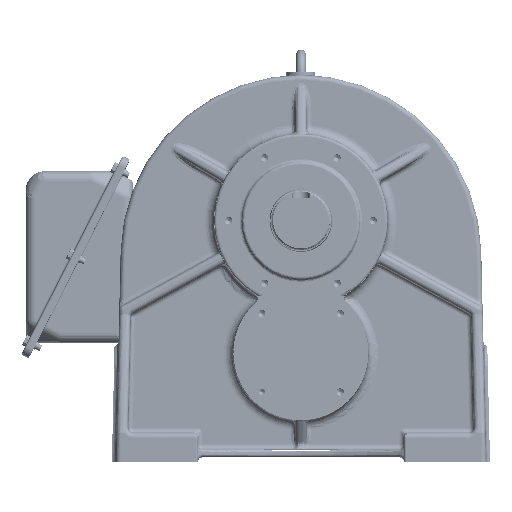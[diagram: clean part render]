
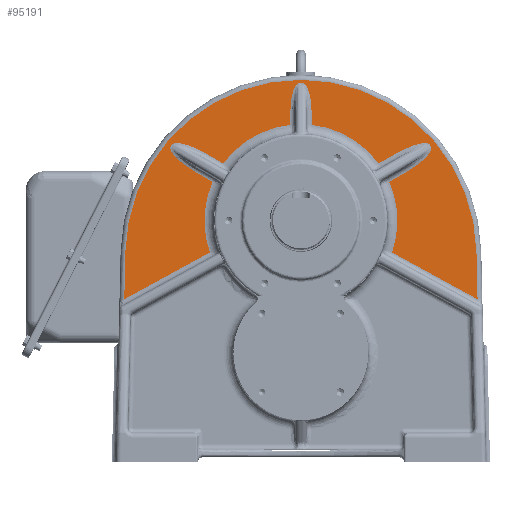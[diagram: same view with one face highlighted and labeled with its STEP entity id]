
A CAD part, top view. The second image highlights one B-rep face of the part: STEP entity #95191.
In plain terms, the highlighted planar face has unit normal (0, 0, 1).
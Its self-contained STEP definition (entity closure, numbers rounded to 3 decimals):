
#1693=ELLIPSE('',#101237,35.38,10.);
#1694=ELLIPSE('',#101239,29.138,10.);
#1695=ELLIPSE('',#101240,29.138,10.);
#1696=ELLIPSE('',#101242,35.38,10.);
#1697=ELLIPSE('',#101243,35.38,10.);
#1698=ELLIPSE('',#101247,35.38,10.);
#7175=CIRCLE('',#101238,100.);
#7176=CIRCLE('',#101241,100.);
#7177=CIRCLE('',#101244,100.);
#7178=CIRCLE('',#101245,182.);
#7179=CIRCLE('',#101246,100.);
#12541=ORIENTED_EDGE('',*,*,#42235,.T.);
#12542=ORIENTED_EDGE('',*,*,#42236,.T.);
#12543=ORIENTED_EDGE('',*,*,#42237,.T.);
#12544=ORIENTED_EDGE('',*,*,#42238,.T.);
#12545=ORIENTED_EDGE('',*,*,#42239,.T.);
#12546=ORIENTED_EDGE('',*,*,#42240,.T.);
#12547=ORIENTED_EDGE('',*,*,#42241,.T.);
#12548=ORIENTED_EDGE('',*,*,#42242,.T.);
#12549=ORIENTED_EDGE('',*,*,#42243,.T.);
#12550=ORIENTED_EDGE('',*,*,#42244,.T.);
#12551=ORIENTED_EDGE('',*,*,#42245,.T.);
#12552=ORIENTED_EDGE('',*,*,#42246,.T.);
#12553=ORIENTED_EDGE('',*,*,#42247,.T.);
#12554=ORIENTED_EDGE('',*,*,#42248,.T.);
#12555=ORIENTED_EDGE('',*,*,#42249,.T.);
#12556=ORIENTED_EDGE('',*,*,#42250,.T.);
#12557=ORIENTED_EDGE('',*,*,#42251,.T.);
#12558=ORIENTED_EDGE('',*,*,#42252,.T.);
#12559=ORIENTED_EDGE('',*,*,#42253,.T.);
#12560=ORIENTED_EDGE('',*,*,#42254,.T.);
#12561=ORIENTED_EDGE('',*,*,#42255,.T.);
#12562=ORIENTED_EDGE('',*,*,#42256,.T.);
#12563=ORIENTED_EDGE('',*,*,#42257,.T.);
#12564=ORIENTED_EDGE('',*,*,#42258,.T.);
#42235=EDGE_CURVE('',#57092,#57093,#66392,.F.);
#42236=EDGE_CURVE('',#57093,#57094,#1693,.T.);
#42237=EDGE_CURVE('',#57094,#57095,#66393,.F.);
#42238=EDGE_CURVE('',#57095,#57096,#7175,.T.);
#42239=EDGE_CURVE('',#57096,#57097,#66394,.F.);
#42240=EDGE_CURVE('',#57097,#57098,#1694,.T.);
#42241=EDGE_CURVE('',#57098,#57099,#66395,.F.);
#42242=EDGE_CURVE('',#57099,#57100,#1695,.T.);
#42243=EDGE_CURVE('',#57100,#57101,#66396,.T.);
#42244=EDGE_CURVE('',#57101,#57102,#7176,.T.);
#42245=EDGE_CURVE('',#57102,#57103,#66397,.F.);
#42246=EDGE_CURVE('',#57103,#57104,#1696,.T.);
#42247=EDGE_CURVE('',#57104,#57105,#66398,.F.);
#42248=EDGE_CURVE('',#57105,#57106,#1697,.T.);
#42249=EDGE_CURVE('',#57106,#57107,#66399,.T.);
#42250=EDGE_CURVE('',#57107,#57108,#7177,.T.);
#42251=EDGE_CURVE('',#57108,#57109,#66400,.F.);
#42252=EDGE_CURVE('',#57109,#57110,#66401,.F.);
#42253=EDGE_CURVE('',#57110,#57111,#7178,.F.);
#42254=EDGE_CURVE('',#57111,#57112,#66402,.F.);
#42255=EDGE_CURVE('',#57112,#57113,#66403,.T.);
#42256=EDGE_CURVE('',#57113,#57114,#7179,.T.);
#42257=EDGE_CURVE('',#57114,#57115,#66404,.T.);
#42258=EDGE_CURVE('',#57115,#57092,#1698,.T.);
#57092=VERTEX_POINT('',#140741);
#57093=VERTEX_POINT('',#140742);
#57094=VERTEX_POINT('',#140744);
#57095=VERTEX_POINT('',#140746);
#57096=VERTEX_POINT('',#140748);
#57097=VERTEX_POINT('',#140750);
#57098=VERTEX_POINT('',#140752);
#57099=VERTEX_POINT('',#140754);
#57100=VERTEX_POINT('',#140756);
#57101=VERTEX_POINT('',#140758);
#57102=VERTEX_POINT('',#140760);
#57103=VERTEX_POINT('',#140762);
#57104=VERTEX_POINT('',#140764);
#57105=VERTEX_POINT('',#140766);
#57106=VERTEX_POINT('',#140768);
#57107=VERTEX_POINT('',#140770);
#57108=VERTEX_POINT('',#140772);
#57109=VERTEX_POINT('',#140774);
#57110=VERTEX_POINT('',#140776);
#57111=VERTEX_POINT('',#140778);
#57112=VERTEX_POINT('',#140780);
#57113=VERTEX_POINT('',#140782);
#57114=VERTEX_POINT('',#140784);
#57115=VERTEX_POINT('',#140786);
#66392=LINE('',#140740,#73257);
#66393=LINE('',#140745,#73258);
#66394=LINE('',#140749,#73259);
#66395=LINE('',#140753,#73260);
#66396=LINE('',#140757,#73261);
#66397=LINE('',#140761,#73262);
#66398=LINE('',#140765,#73263);
#66399=LINE('',#140769,#73264);
#66400=LINE('',#140773,#73265);
#66401=LINE('',#140775,#73266);
#66402=LINE('',#140779,#73267);
#66403=LINE('',#140781,#73268);
#66404=LINE('',#140785,#73269);
#73257=VECTOR('',#112134,1000.);
#73258=VECTOR('',#112137,1000.);
#73259=VECTOR('',#112140,1000.);
#73260=VECTOR('',#112143,1000.);
#73261=VECTOR('',#112146,1000.);
#73262=VECTOR('',#112149,1000.);
#73263=VECTOR('',#112152,1000.);
#73264=VECTOR('',#112155,1000.);
#73265=VECTOR('',#112158,1000.);
#73266=VECTOR('',#112159,1000.);
#73267=VECTOR('',#112162,1000.);
#73268=VECTOR('',#112163,1000.);
#73269=VECTOR('',#112166,1000.);
#80079=EDGE_LOOP('',(#12541,#12542,#12543,#12544,#12545,#12546,#12547,#12548,
#12549,#12550,#12551,#12552,#12553,#12554,#12555,#12556,#12557,#12558,#12559,
#12560,#12561,#12562,#12563,#12564));
#86773=FACE_BOUND('',#80079,.T.);
#93403=PLANE('',#101236);
#95191=ADVANCED_FACE('',(#86773),#93403,.F.);
#101236=AXIS2_PLACEMENT_3D('',#140739,#112132,#112133);
#101237=AXIS2_PLACEMENT_3D('',#140743,#112135,#112136);
#101238=AXIS2_PLACEMENT_3D('',#140747,#112138,#112139);
#101239=AXIS2_PLACEMENT_3D('',#140751,#112141,#112142);
#101240=AXIS2_PLACEMENT_3D('',#140755,#112144,#112145);
#101241=AXIS2_PLACEMENT_3D('',#140759,#112147,#112148);
#101242=AXIS2_PLACEMENT_3D('',#140763,#112150,#112151);
#101243=AXIS2_PLACEMENT_3D('',#140767,#112153,#112154);
#101244=AXIS2_PLACEMENT_3D('',#140771,#112156,#112157);
#101245=AXIS2_PLACEMENT_3D('',#140777,#112160,#112161);
#101246=AXIS2_PLACEMENT_3D('',#140783,#112164,#112165);
#101247=AXIS2_PLACEMENT_3D('',#140787,#112167,#112168);
#112132=DIRECTION('',(0.,0.,-1.));
#112133=DIRECTION('',(-1.,0.,0.));
#112134=DIRECTION('',(-0.5,-0.866,0.));
#112135=DIRECTION('',(0.,0.,-1.));
#112136=DIRECTION('',(0.866,-0.5,0.));
#112137=DIRECTION('',(-0.866,0.5,0.));
#112138=DIRECTION('',(0.,0.,-1.));
#112139=DIRECTION('',(-1.,0.,0.));
#112140=DIRECTION('',(0.,-1.,0.));
#112141=DIRECTION('',(0.,0.,-1.));
#112142=DIRECTION('',(0.,1.,0.));
#112143=DIRECTION('',(-1.,0.,0.));
#112144=DIRECTION('',(0.,0.,-1.));
#112145=DIRECTION('',(0.,-1.,0.));
#112146=DIRECTION('',(0.,-1.,0.));
#112147=DIRECTION('',(0.,0.,-1.));
#112148=DIRECTION('',(-1.,0.,0.));
#112149=DIRECTION('',(-0.866,-0.5,0.));
#112150=DIRECTION('',(0.,0.,-1.));
#112151=DIRECTION('',(0.866,0.5,0.));
#112152=DIRECTION('',(-0.5,0.866,0.));
#112153=DIRECTION('',(0.,0.,-1.));
#112154=DIRECTION('',(-0.866,-0.5,0.));
#112155=DIRECTION('',(-0.866,-0.5,0.));
#112156=DIRECTION('',(0.,0.,-1.));
#112157=DIRECTION('',(-1.,0.,0.));
#112158=DIRECTION('',(-0.877,0.48,0.));
#112159=DIRECTION('',(0.023,-1.,0.));
#112160=DIRECTION('',(0.,0.,-1.));
#112161=DIRECTION('',(-1.,0.,0.));
#112162=DIRECTION('',(0.023,1.,0.));
#112163=DIRECTION('',(0.877,0.48,0.));
#112164=DIRECTION('',(0.,0.,-1.));
#112165=DIRECTION('',(-1.,0.,0.));
#112166=DIRECTION('',(-0.866,0.5,0.));
#112167=DIRECTION('',(0.,0.,-1.));
#112168=DIRECTION('',(-0.866,0.5,0.));
#140739=CARTESIAN_POINT('',(0.,214.,100.));
#140740=CARTESIAN_POINT('',(-131.409,332.797,100.));
#140741=CARTESIAN_POINT('',(-134.909,326.735,100.));
#140742=CARTESIAN_POINT('',(-133.909,328.467,100.));
#140743=CARTESIAN_POINT('',(-103.269,310.777,100.));
#140744=CARTESIAN_POINT('',(-98.269,319.437,100.));
#140745=CARTESIAN_POINT('',(-80.947,309.436,100.));
#140746=CARTESIAN_POINT('',(-80.577,309.223,100.));
#140747=CARTESIAN_POINT('',(0.,250.,100.));
#140748=CARTESIAN_POINT('',(-11.,349.393,100.));
#140749=CARTESIAN_POINT('',(-11.,392.,100.));
#140750=CARTESIAN_POINT('',(-11.,363.747,100.));
#140751=CARTESIAN_POINT('',(-1.,363.747,100.));
#140752=CARTESIAN_POINT('',(-1.,392.885,100.));
#140753=CARTESIAN_POINT('',(6.,392.885,100.));
#140754=CARTESIAN_POINT('',(1.,392.885,100.));
#140755=CARTESIAN_POINT('',(1.,363.747,100.));
#140756=CARTESIAN_POINT('',(11.,363.747,100.));
#140757=CARTESIAN_POINT('',(11.,214.,100.));
#140758=CARTESIAN_POINT('',(11.,349.393,100.));
#140759=CARTESIAN_POINT('',(0.,250.,100.));
#140760=CARTESIAN_POINT('',(80.577,309.223,100.));
#140761=CARTESIAN_POINT('',(128.285,336.767,100.));
#140762=CARTESIAN_POINT('',(98.269,319.437,100.));
#140763=CARTESIAN_POINT('',(103.269,310.777,100.));
#140764=CARTESIAN_POINT('',(133.909,328.467,100.));
#140765=CARTESIAN_POINT('',(137.409,322.405,100.));
#140766=CARTESIAN_POINT('',(134.909,326.735,100.));
#140767=CARTESIAN_POINT('',(104.269,309.045,100.));
#140768=CARTESIAN_POINT('',(109.269,300.385,100.));
#140769=CARTESIAN_POINT('',(-10.088,231.474,100.));
#140770=CARTESIAN_POINT('',(91.577,290.17,100.));
#140771=CARTESIAN_POINT('',(0.,250.,100.));
#140772=CARTESIAN_POINT('',(94.414,217.046,100.));
#140773=CARTESIAN_POINT('',(190.698,164.387,100.));
#140774=CARTESIAN_POINT('',(183.1,168.542,100.));
#140775=CARTESIAN_POINT('',(181.951,218.209,100.));
#140776=CARTESIAN_POINT('',(181.951,218.209,100.));
#140777=CARTESIAN_POINT('',(0.,214.,100.));
#140778=CARTESIAN_POINT('',(-181.951,218.209,100.));
#140779=CARTESIAN_POINT('',(-183.3,159.884,100.));
#140780=CARTESIAN_POINT('',(-183.1,168.542,100.));
#140781=CARTESIAN_POINT('',(-23.021,256.092,100.));
#140782=CARTESIAN_POINT('',(-94.414,217.046,100.));
#140783=CARTESIAN_POINT('',(0.,250.,100.));
#140784=CARTESIAN_POINT('',(-91.577,290.17,100.));
#140785=CARTESIAN_POINT('',(10.088,231.474,100.));
#140786=CARTESIAN_POINT('',(-109.269,300.385,100.));
#140787=CARTESIAN_POINT('',(-104.269,309.045,100.));
